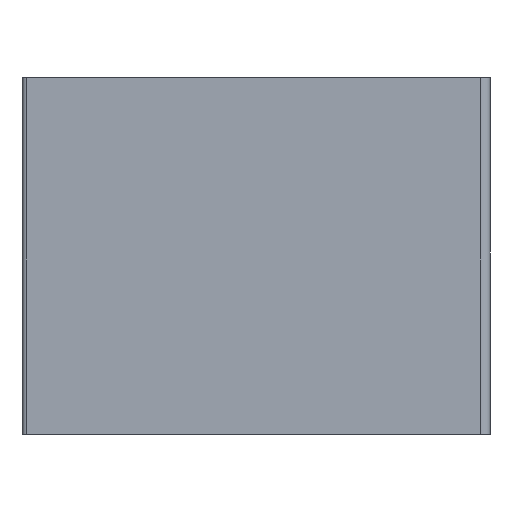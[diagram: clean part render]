
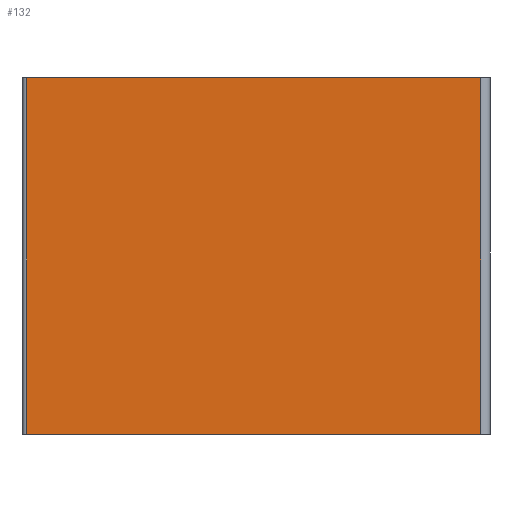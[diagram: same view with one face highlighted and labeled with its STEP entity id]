
A CAD part, top view. The second image highlights one B-rep face of the part: STEP entity #132.
In plain terms, the highlighted planar face has unit normal (0, 0, 1).
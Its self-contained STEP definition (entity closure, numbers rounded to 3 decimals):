
#42=CARTESIAN_POINT('',(332.,162.,72.));
#43=VERTEX_POINT('',#42);
#51=CARTESIAN_POINT('',(234.,162.,72.));
#52=VERTEX_POINT('',#51);
#53=CARTESIAN_POINT('',(332.,162.,72.));
#54=DIRECTION('',(-1.,0.,0.));
#55=VECTOR('',#54,98.);
#56=LINE('',#53,#55);
#57=EDGE_CURVE('',#43,#52,#56,.T.);
#74=CARTESIAN_POINT('',(234.,239.,72.));
#75=VERTEX_POINT('',#74);
#76=CARTESIAN_POINT('',(332.,239.,72.));
#77=VERTEX_POINT('',#76);
#78=CARTESIAN_POINT('',(234.,239.,72.));
#79=DIRECTION('',(1.,0.,-0.));
#80=VECTOR('',#79,98.);
#81=LINE('',#78,#80);
#82=EDGE_CURVE('',#75,#77,#81,.T.);
#111=CARTESIAN_POINT('',(0.,0.,72.));
#112=DIRECTION('',(0.,0.,1.));
#113=DIRECTION('',(1.,0.,0.));
#114=AXIS2_PLACEMENT_3D('',#111,#112,#113);
#115=PLANE('',#114);
#116=ORIENTED_EDGE('',*,*,#57,.F.);
#117=CARTESIAN_POINT('',(332.,162.,72.));
#118=DIRECTION('',(-0.,1.,-0.));
#119=VECTOR('',#118,77.);
#120=LINE('',#117,#119);
#121=EDGE_CURVE('',#43,#77,#120,.T.);
#122=ORIENTED_EDGE('',*,*,#121,.T.);
#123=ORIENTED_EDGE('',*,*,#82,.F.);
#124=CARTESIAN_POINT('',(234.,239.,72.));
#125=DIRECTION('',(-0.,-1.,-0.));
#126=VECTOR('',#125,77.);
#127=LINE('',#124,#126);
#128=EDGE_CURVE('',#75,#52,#127,.T.);
#129=ORIENTED_EDGE('',*,*,#128,.T.);
#130=EDGE_LOOP('',(#116,#122,#123,#129));
#131=FACE_BOUND('',#130,.T.);
#132=ADVANCED_FACE('',(#131),#115,.T.);
